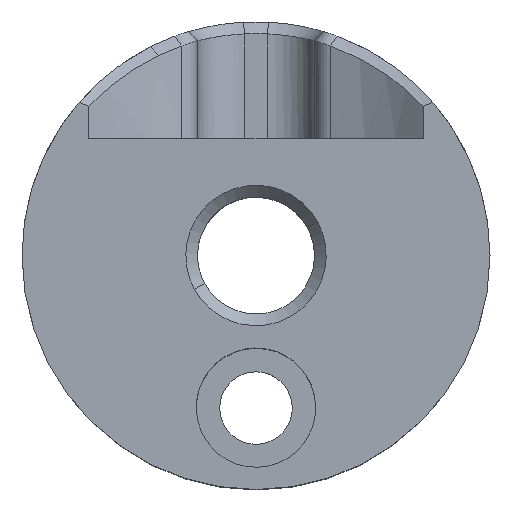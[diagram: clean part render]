
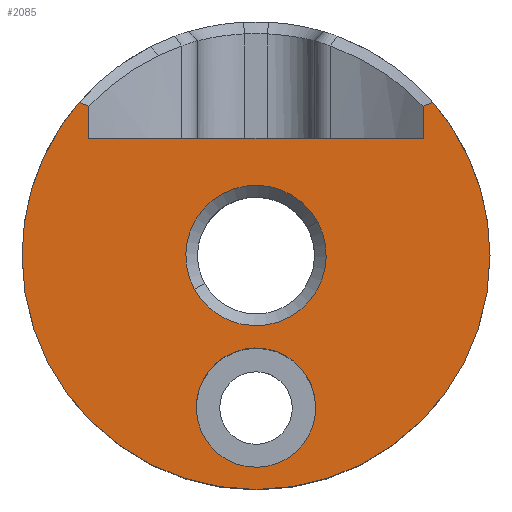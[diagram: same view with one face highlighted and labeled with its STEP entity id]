
A CAD part, top view. The second image highlights one B-rep face of the part: STEP entity #2085.
In plain terms, the highlighted planar face has unit normal (0, 0, 1).
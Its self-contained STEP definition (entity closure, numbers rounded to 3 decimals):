
#696=CARTESIAN_POINT('Vertex',(-5.265,-2.877,0.)) ;
#699=CARTESIAN_POINT('Axis2P3D Location',(0.,0.,0.)) ;
#703=CARTESIAN_POINT('Vertex',(5.265,2.877,0.)) ;
#723=CARTESIAN_POINT('Axis2P3D Location',(0.,0.,0.)) ;
#925=CARTESIAN_POINT('Axis2P3D Location',(0.,-13.,0.)) ;
#929=CARTESIAN_POINT('Vertex',(-4.476,-10.555,0.)) ;
#931=CARTESIAN_POINT('Vertex',(4.476,-15.445,0.)) ;
#960=CARTESIAN_POINT('Axis2P3D Location',(0.,-13.,0.)) ;
#1349=CARTESIAN_POINT('Vertex',(-14.283,10.,0.)) ;
#1352=CARTESIAN_POINT('Line Origine',(0.,10.,0.)) ;
#1356=CARTESIAN_POINT('Vertex',(14.283,10.,0.)) ;
#1618=CARTESIAN_POINT('Axis2P3D Location',(0.,0.,0.)) ;
#1622=CARTESIAN_POINT('Vertex',(-9.,-17.861,0.)) ;
#1624=CARTESIAN_POINT('Vertex',(9.,-17.861,0.)) ;
#1627=CARTESIAN_POINT('Axis2P3D Location',(0.,0.,0.)) ;
#1631=CARTESIAN_POINT('Vertex',(-20.,0.,0.)) ;
#1671=CARTESIAN_POINT('Vertex',(20.,0.,0.)) ;
#1674=CARTESIAN_POINT('Axis2P3D Location',(0.,0.,0.)) ;
#2007=CARTESIAN_POINT('Axis2P3D Location',(0.,0.,0.)) ;
#2013=CARTESIAN_POINT('Control Point',(14.283,12.765,0.)) ;
#2014=CARTESIAN_POINT('Control Point',(14.284,12.765,0.)) ;
#2015=CARTESIAN_POINT('Control Point',(14.285,12.765,0.)) ;
#2016=CARTESIAN_POINT('Control Point',(14.286,12.766,0.)) ;
#2017=CARTESIAN_POINT('Control Point',(14.454,12.828,0.)) ;
#2018=CARTESIAN_POINT('Control Point',(14.622,12.892,0.)) ;
#2019=CARTESIAN_POINT('Control Point',(14.788,12.955,0.)) ;
#2020=CARTESIAN_POINT('Control Point',(14.955,13.02,0.)) ;
#2021=CARTESIAN_POINT('Control Point',(15.121,13.085,0.)) ;
#2022=CARTESIAN_POINT('Control Point',(15.122,13.086,0.)) ;
#2023=CARTESIAN_POINT('Control Point',(15.123,13.086,0.)) ;
#2024=CARTESIAN_POINT('Control Point',(15.124,13.087,0.)) ;
#2025=CARTESIAN_POINT('Vertex',(14.283,12.765,0.)) ;
#2027=CARTESIAN_POINT('Vertex',(15.124,13.087,0.)) ;
#2030=CARTESIAN_POINT('Line Origine',(14.283,11.382,0.)) ;
#2035=CARTESIAN_POINT('Line Origine',(-14.283,11.382,0.)) ;
#2039=CARTESIAN_POINT('Vertex',(-14.283,12.765,0.)) ;
#2043=CARTESIAN_POINT('Control Point',(-14.283,12.765,0.)) ;
#2044=CARTESIAN_POINT('Control Point',(-14.436,12.821,0.)) ;
#2045=CARTESIAN_POINT('Control Point',(-14.589,12.879,0.)) ;
#2046=CARTESIAN_POINT('Control Point',(-14.74,12.937,0.)) ;
#2047=CARTESIAN_POINT('Control Point',(-14.907,13.001,0.)) ;
#2048=CARTESIAN_POINT('Control Point',(-15.074,13.067,0.)) ;
#2049=CARTESIAN_POINT('Control Point',(-15.092,13.074,0.)) ;
#2050=CARTESIAN_POINT('Control Point',(-15.108,13.08,0.)) ;
#2051=CARTESIAN_POINT('Control Point',(-15.124,13.087,0.)) ;
#2052=CARTESIAN_POINT('Vertex',(-15.124,13.087,0.)) ;
#2055=CARTESIAN_POINT('Axis2P3D Location',(0.,0.,0.)) ;
#2060=CARTESIAN_POINT('Axis2P3D Location',(0.,0.,0.)) ;
#700=DIRECTION('Axis2P3D Direction',(0.,0.,1.)) ;
#724=DIRECTION('Axis2P3D Direction',(0.,0.,1.)) ;
#926=DIRECTION('Axis2P3D Direction',(0.,-0.,-1.)) ;
#961=DIRECTION('Axis2P3D Direction',(0.,-0.,-1.)) ;
#1353=DIRECTION('Vector Direction',(-1.,0.,0.)) ;
#1619=DIRECTION('Axis2P3D Direction',(0.,0.,1.)) ;
#1628=DIRECTION('Axis2P3D Direction',(0.,0.,1.)) ;
#1675=DIRECTION('Axis2P3D Direction',(0.,0.,1.)) ;
#2008=DIRECTION('Axis2P3D Direction',(0.,0.,1.)) ;
#2009=DIRECTION('Axis2P3D XDirection',(1.,0.,0.)) ;
#2031=DIRECTION('Vector Direction',(0.,1.,0.)) ;
#2036=DIRECTION('Vector Direction',(0.,1.,0.)) ;
#2056=DIRECTION('Axis2P3D Direction',(0.,0.,1.)) ;
#2061=DIRECTION('Axis2P3D Direction',(0.,0.,1.)) ;
#701=AXIS2_PLACEMENT_3D('Circle Axis2P3D',#699,#700,$) ;
#725=AXIS2_PLACEMENT_3D('Circle Axis2P3D',#723,#724,$) ;
#927=AXIS2_PLACEMENT_3D('Circle Axis2P3D',#925,#926,$) ;
#962=AXIS2_PLACEMENT_3D('Circle Axis2P3D',#960,#961,$) ;
#1620=AXIS2_PLACEMENT_3D('Circle Axis2P3D',#1618,#1619,$) ;
#1629=AXIS2_PLACEMENT_3D('Circle Axis2P3D',#1627,#1628,$) ;
#1676=AXIS2_PLACEMENT_3D('Circle Axis2P3D',#1674,#1675,$) ;
#2010=AXIS2_PLACEMENT_3D('Plane Axis2P3D',#2007,#2008,#2009) ;
#2057=AXIS2_PLACEMENT_3D('Circle Axis2P3D',#2055,#2056,$) ;
#2062=AXIS2_PLACEMENT_3D('Circle Axis2P3D',#2060,#2061,$) ;
#2066=ORIENTED_EDGE('',*,*,#2029,.F.) ;
#2067=ORIENTED_EDGE('',*,*,#2034,.F.) ;
#2068=ORIENTED_EDGE('',*,*,#1358,.T.) ;
#2069=ORIENTED_EDGE('',*,*,#2041,.T.) ;
#2070=ORIENTED_EDGE('',*,*,#2054,.F.) ;
#2071=ORIENTED_EDGE('',*,*,#2059,.T.) ;
#2072=ORIENTED_EDGE('',*,*,#1633,.T.) ;
#2073=ORIENTED_EDGE('',*,*,#1626,.T.) ;
#2074=ORIENTED_EDGE('',*,*,#1678,.T.) ;
#2075=ORIENTED_EDGE('',*,*,#2064,.T.) ;
#2078=ORIENTED_EDGE('',*,*,#705,.F.) ;
#2079=ORIENTED_EDGE('',*,*,#727,.F.) ;
#2082=ORIENTED_EDGE('',*,*,#964,.F.) ;
#2083=ORIENTED_EDGE('',*,*,#933,.F.) ;
#2080=FACE_BOUND('',#2077,.T.) ;
#2084=FACE_BOUND('',#2081,.T.) ;
#1354=VECTOR('Line Direction',#1353,1.) ;
#2032=VECTOR('Line Direction',#2031,1.) ;
#2037=VECTOR('Line Direction',#2036,1.) ;
#2085=ADVANCED_FACE('Corps principal',(#2076,#2080,#2084),#2011,.T.) ;
#2012=B_SPLINE_CURVE_WITH_KNOTS('',5,(#2013,#2014,#2015,#2016,#2017,#2018,#2019,#2020,#2021,#2022,#2023,#2024),.UNSPECIFIED.,.F.,.U.,(6,3,3,6),(0.,0.009,1.352,1.36),.UNSPECIFIED.) ;
#2042=B_SPLINE_CURVE_WITH_KNOTS('',5,(#2043,#2044,#2045,#2046,#2047,#2048,#2049,#2050,#2051),.UNSPECIFIED.,.F.,.U.,(6,3,6),(0.,1.268,1.402),.UNSPECIFIED.) ;
#702=CIRCLE('generated circle',#701,6.) ;
#726=CIRCLE('generated circle',#725,6.) ;
#928=CIRCLE('generated circle',#927,5.1) ;
#963=CIRCLE('generated circle',#962,5.1) ;
#1621=CIRCLE('generated circle',#1620,20.) ;
#1630=CIRCLE('generated circle',#1629,20.) ;
#1677=CIRCLE('generated circle',#1676,20.) ;
#2058=CIRCLE('generated circle',#2057,20.) ;
#2063=CIRCLE('generated circle',#2062,20.) ;
#705=EDGE_CURVE('',#697,#704,#702,.T.) ;
#727=EDGE_CURVE('',#704,#697,#726,.T.) ;
#933=EDGE_CURVE('',#930,#932,#928,.F.) ;
#964=EDGE_CURVE('',#932,#930,#963,.F.) ;
#1358=EDGE_CURVE('',#1357,#1350,#1355,.T.) ;
#1626=EDGE_CURVE('',#1623,#1625,#1621,.T.) ;
#1633=EDGE_CURVE('',#1632,#1623,#1630,.T.) ;
#1678=EDGE_CURVE('',#1625,#1672,#1677,.T.) ;
#2029=EDGE_CURVE('',#2026,#2028,#2012,.T.) ;
#2034=EDGE_CURVE('',#1357,#2026,#2033,.T.) ;
#2041=EDGE_CURVE('',#1350,#2040,#2038,.T.) ;
#2054=EDGE_CURVE('',#2053,#2040,#2042,.F.) ;
#2059=EDGE_CURVE('',#2053,#1632,#2058,.T.) ;
#2064=EDGE_CURVE('',#1672,#2028,#2063,.T.) ;
#2065=EDGE_LOOP('',(#2066,#2067,#2068,#2069,#2070,#2071,#2072,#2073,#2074,#2075)) ;
#2077=EDGE_LOOP('',(#2078,#2079)) ;
#2081=EDGE_LOOP('',(#2082,#2083)) ;
#2076=FACE_OUTER_BOUND('',#2065,.T.) ;
#1355=LINE('Line',#1352,#1354) ;
#2033=LINE('Line',#2030,#2032) ;
#2038=LINE('Line',#2035,#2037) ;
#2011=PLANE('',#2010) ;
#697=VERTEX_POINT('',#696) ;
#704=VERTEX_POINT('',#703) ;
#930=VERTEX_POINT('',#929) ;
#932=VERTEX_POINT('',#931) ;
#1350=VERTEX_POINT('',#1349) ;
#1357=VERTEX_POINT('',#1356) ;
#1623=VERTEX_POINT('',#1622) ;
#1625=VERTEX_POINT('',#1624) ;
#1632=VERTEX_POINT('',#1631) ;
#1672=VERTEX_POINT('',#1671) ;
#2026=VERTEX_POINT('',#2025) ;
#2028=VERTEX_POINT('',#2027) ;
#2040=VERTEX_POINT('',#2039) ;
#2053=VERTEX_POINT('',#2052) ;
